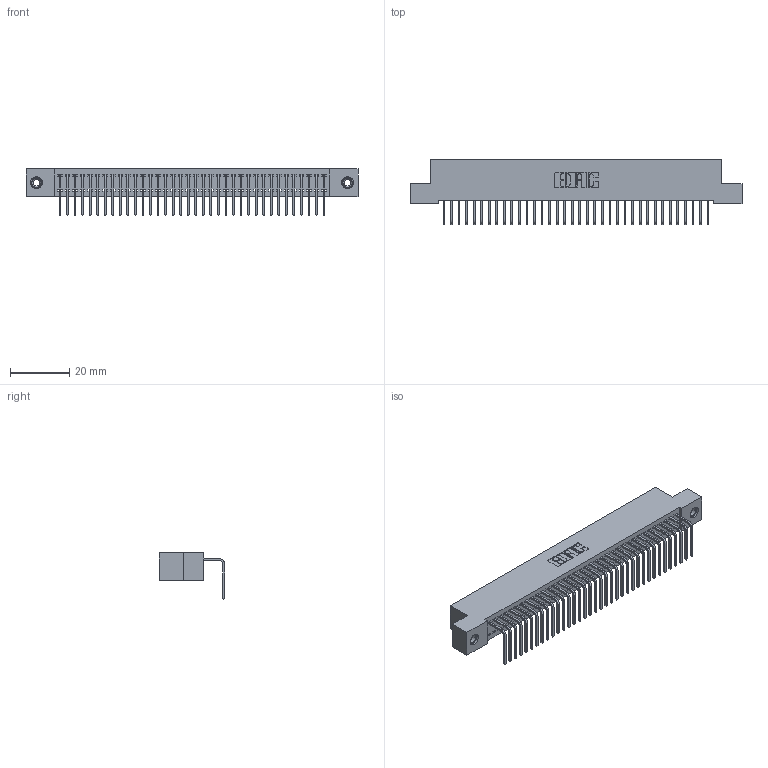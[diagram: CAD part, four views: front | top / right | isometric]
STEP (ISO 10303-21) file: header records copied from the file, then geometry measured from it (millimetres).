
FILE_DESCRIPTION (( 'STEP AP203' ), '1' );
FILE_NAME ('392-036-558-108.STEP', '2018-08-16T03:54:18', ( '' ), ( '' ), 'SwSTEP 2.0', 'SolidWorks 2016', '' );
FILE_SCHEMA (( 'CONFIG_CONTROL_DESIGN' ));
Length unit declared in the file: inch
Products named in the file (4): 342 Part_TI; 345-292-001_558 Tail - 2; 345-250-001_345-250-003-102; 392-036-558-108
Assembly tree (39 placements, depth 2):
  392-036-558-108
    342 Part_TI
    345-292-001_558 Tail - 2  x36
    345-250-001_345-250-003-102  x2
Bounding box: 111.76 x 21.91 x 15.62 mm (x, y, z)
Volume: 9891.3 mm3; surface area: 15111.9 mm2
Topology: 39 solids, 39 shells, 2330 faces, 6987 edges, 4602 vertices
Faces by surface type: plane 1682, cylinder 632, cone 12, torus 4
Entity records: 23922 total; most frequent: CARTESIAN_POINT 4109, ORIENTED_EDGE 4074, DIRECTION 3511, EDGE_CURVE 2037, VECTOR 1889, LINE 1889, VERTEX_POINT 1352, AXIS2_PLACEMENT_3D 811
